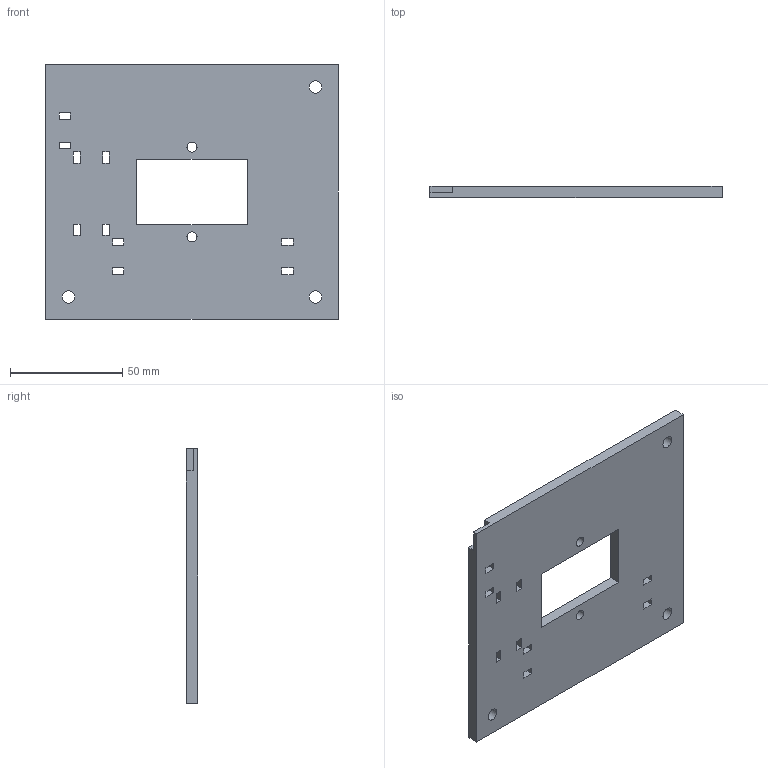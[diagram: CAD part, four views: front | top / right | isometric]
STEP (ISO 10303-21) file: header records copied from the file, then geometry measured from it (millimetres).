
FILE_DESCRIPTION(/* description */ ('STEP AP242','CAx-IF Rec.Pracs.---Representation and Presentation of Product Manufacturing Information (PMI)---4.0---2014-10-13','CAx-IF Rec.Pracs.---3D Tessellated Geometry---0.4---2014-09-14','2;1'),/* implementation_level */ '2;1');
FILE_NAME(/* name */ '680276233c47a25fae07668b',/* time_stamp */ '2025-04-18T15:56:19Z',/* author */ (''),/* organization */ (''),/* preprocessor_version */ 'ST-DEVELOPER v20',/* originating_system */ 'ONSHAPE BY PTC INC, 1.196',/* authorisation */ ' ');
FILE_SCHEMA (('AP242_MANAGED_MODEL_BASED_3D_ENGINEERING_MIM_LF { 1 0 10303 442 1 1 4 }'));
Length unit declared in the file: metre
Products named in the file (1): Bottom Left
Bounding box: 130 x 5 x 113.5 mm (x, y, z)
Volume: 65104.6 mm3; surface area: 30577.4 mm2
Topology: 1 solids, 1 shells, 58 faces, 168 edges, 112 vertices
Faces by surface type: plane 53, cylinder 5
Full cylindrical faces by diameter (mm): 4.5 x2, 5.5 x3
Entity records: 1943 total; most frequent: CARTESIAN_POINT 334, ORIENTED_EDGE 326, DIRECTION 291, EDGE_CURVE 163, LINE 153, VECTOR 153, VERTEX_POINT 112, EDGE_LOOP 95
